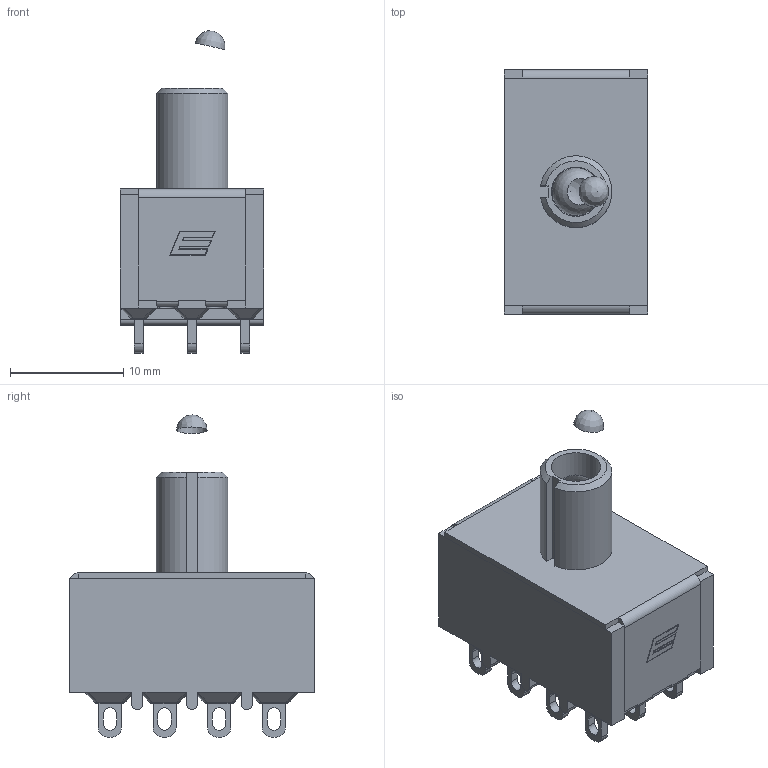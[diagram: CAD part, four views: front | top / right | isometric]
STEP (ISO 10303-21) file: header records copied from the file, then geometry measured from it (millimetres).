
FILE_DESCRIPTION(/* description */ (''),/* implementation_level */ '2;1');
FILE_NAME(/* name */ '1004PxT2B1M1xE.stp',/* time_stamp */ '2026-01-14T11:59:39-06:00',/* author */ ('jmeyers'),/* organization */ (''),/* preprocessor_version */ 'ST-DEVELOPER v18.1',/* originating_system */ 'Autodesk Inventor 2022',/* authorisation */ '');
FILE_SCHEMA (('AUTOMOTIVE_DESIGN { 1 0 10303 214 3 1 1 }'));
Length unit declared in the file: inch
Products named in the file (1): Part14
Bounding box: 12.7 x 21.59 x 28.44 mm (x, y, z)
Volume: 3267.7 mm3; surface area: 2004.1 mm2
Topology: 2 solids, 2 shells, 482 faces, 1256 edges, 745 vertices
Faces by surface type: plane 271, cylinder 159, sphere 49, cone 2, bspline 1
Full cylindrical faces by diameter (mm): 4.35 x1
Entity records: 14312 total; most frequent: DIRECTION 2514, CARTESIAN_POINT 2483, ORIENTED_EDGE 2414, EDGE_CURVE 1207, LINE 860, VECTOR 860, AXIS2_PLACEMENT_3D 827, VERTEX_POINT 745
